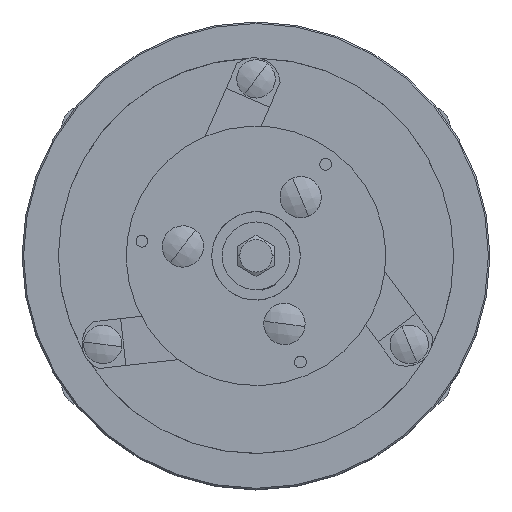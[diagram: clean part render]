
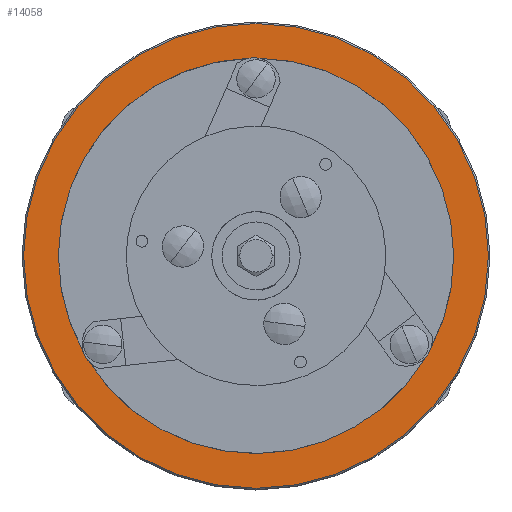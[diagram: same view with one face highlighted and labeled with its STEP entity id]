
A CAD part, top view. The second image highlights one B-rep face of the part: STEP entity #14058.
In plain terms, the highlighted planar face has unit normal (0, 0, 1).
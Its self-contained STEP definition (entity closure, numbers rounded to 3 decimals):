
#752 = DIRECTION ( 'NONE',  ( 0., 0., -1. ) ) ;
#1038 = DIRECTION ( 'NONE',  ( 0., 0., -1. ) ) ;
#2857 = AXIS2_PLACEMENT_3D ( 'NONE', #13480, #5928, #14713 ) ;
#3161 = CARTESIAN_POINT ( 'NONE',  ( 0., 79.3, -0.5 ) ) ;
#3933 = DIRECTION ( 'NONE',  ( 0., 0., 1. ) ) ;
#4060 = AXIS2_PLACEMENT_3D ( 'NONE', #3161, #752, #9475 ) ;
#4144 = CIRCLE ( 'NONE', #11241, 67. ) ;
#4308 = DIRECTION ( 'NONE',  ( 0., 0., 1. ) ) ;
#4328 = EDGE_CURVE ( 'NONE', #15723, #10521, #5062, .T. ) ;
#4470 = CIRCLE ( 'NONE', #7935, 78.8 ) ;
#4708 = EDGE_CURVE ( 'NONE', #10521, #15723, #4470, .T. ) ;
#4961 = CARTESIAN_POINT ( 'NONE',  ( -67., 0., -0.5 ) ) ;
#5053 = CARTESIAN_POINT ( 'NONE',  ( 78.8, 0., -0.5 ) ) ;
#5062 = CIRCLE ( 'NONE', #14449, 78.8 ) ;
#5776 = EDGE_LOOP ( 'NONE', ( #13227, #11851 ) ) ;
#5928 = DIRECTION ( 'NONE',  ( 0., 0., -1. ) ) ;
#5978 = VERTEX_POINT ( 'NONE', #4961 ) ;
#6271 = ORIENTED_EDGE ( 'NONE', *, *, #13239, .T. ) ;
#6857 = FACE_OUTER_BOUND ( 'NONE', #5776, .T. ) ;
#7935 = AXIS2_PLACEMENT_3D ( 'NONE', #11497, #3933, #12721 ) ;
#8036 = CARTESIAN_POINT ( 'NONE',  ( -78.8, 0., -0.5 ) ) ;
#8540 = CARTESIAN_POINT ( 'NONE',  ( 0., 0., -0.5 ) ) ;
#9174 = EDGE_LOOP ( 'NONE', ( #6271, #10889 ) ) ;
#9475 = DIRECTION ( 'NONE',  ( -1., 0., 0. ) ) ;
#9792 = DIRECTION ( 'NONE',  ( -1., 0., 0. ) ) ;
#9843 = FACE_BOUND ( 'NONE', #9174, .T. ) ;
#10521 = VERTEX_POINT ( 'NONE', #8036 ) ;
#10889 = ORIENTED_EDGE ( 'NONE', *, *, #15045, .T. ) ;
#11241 = AXIS2_PLACEMENT_3D ( 'NONE', #8540, #1038, #9792 ) ;
#11497 = CARTESIAN_POINT ( 'NONE',  ( 0., 0., -0.5 ) ) ;
#11851 = ORIENTED_EDGE ( 'NONE', *, *, #4328, .T. ) ;
#11888 = CARTESIAN_POINT ( 'NONE',  ( 0., 0., -0.5 ) ) ;
#12601 = VERTEX_POINT ( 'NONE', #15940 ) ;
#12721 = DIRECTION ( 'NONE',  ( -1., 0., 0. ) ) ;
#13123 = DIRECTION ( 'NONE',  ( -1., 0., 0. ) ) ;
#13227 = ORIENTED_EDGE ( 'NONE', *, *, #4708, .T. ) ;
#13239 = EDGE_CURVE ( 'NONE', #5978, #12601, #4144, .T. ) ;
#13480 = CARTESIAN_POINT ( 'NONE',  ( 0., 0., -0.5 ) ) ;
#13910 = CIRCLE ( 'NONE', #2857, 67. ) ;
#14058 = ADVANCED_FACE ( 'NONE', ( #6857, #9843 ), #14452, .F. ) ;
#14449 = AXIS2_PLACEMENT_3D ( 'NONE', #11888, #4308, #13123 ) ;
#14452 = PLANE ( 'NONE',  #4060 ) ;
#14713 = DIRECTION ( 'NONE',  ( -1., 0., 0. ) ) ;
#15045 = EDGE_CURVE ( 'NONE', #12601, #5978, #13910, .T. ) ;
#15723 = VERTEX_POINT ( 'NONE', #5053 ) ;
#15940 = CARTESIAN_POINT ( 'NONE',  ( 67., 0., -0.5 ) ) ;
